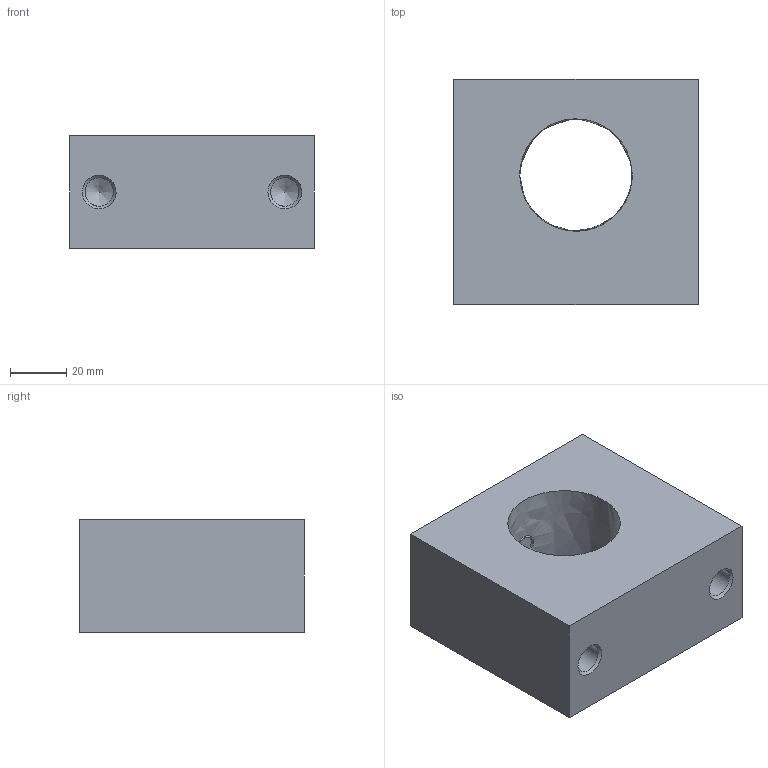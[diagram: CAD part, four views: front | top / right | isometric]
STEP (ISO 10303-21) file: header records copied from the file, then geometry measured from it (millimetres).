
FILE_DESCRIPTION ((), '1');
FILE_NAME ('WB59-540.stp', '2019-01-28T16:00:38', ('Unknown'), ('Unknown'), 'HarmonyWare STEP v2.0.5', 'Vectorworks', '');
FILE_SCHEMA (('CONFIG_CONTROL_DESIGN'));
Length unit declared in the file: millimetre
Products named in the file (1): NONE
Bounding box: 87 x 80 x 40 mm (x, y, z)
Volume: 218869.5 mm3; surface area: 33247.1 mm2
Topology: 1 solids, 1 shells, 30 faces, 92 edges, 69 vertices
Faces by surface type: bspline 30
Entity records: 1549 total; most frequent: CARTESIAN_POINT 940, ORIENTED_EDGE 180, EDGE_CURVE 90, VERTEX_POINT 69, B_SPLINE_CURVE_WITH_KNOTS 52, EDGE_LOOP 39, FACE_OUTER_BOUND 30, ADVANCED_FACE 30
